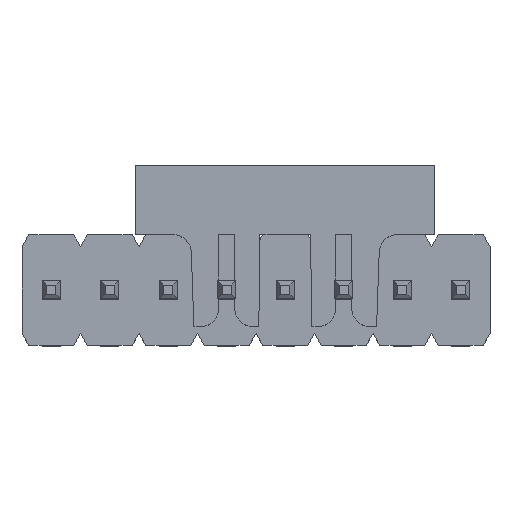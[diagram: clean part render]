
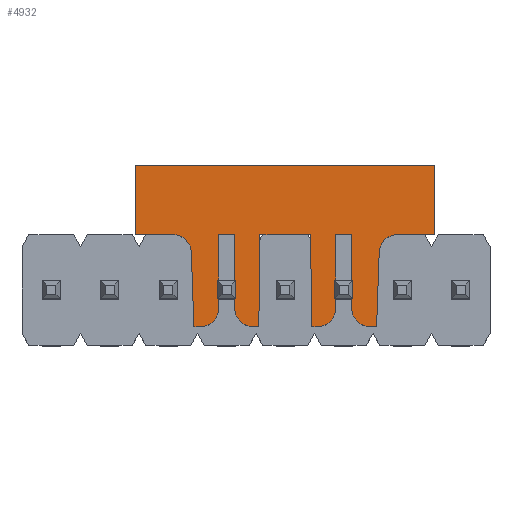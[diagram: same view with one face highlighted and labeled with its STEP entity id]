
A CAD part, top view. The second image highlights one B-rep face of the part: STEP entity #4932.
In plain terms, the highlighted planar face has unit normal (0, 0, 1).
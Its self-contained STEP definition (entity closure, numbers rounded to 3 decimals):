
#4711=CARTESIAN_POINT('',(0.635,2.45,3.25));
#4712=DIRECTION('',(1.,0.,0.));
#4713=DIRECTION('',(0.,0.,1.));
#4714=AXIS2_PLACEMENT_3D('',#4711,#4713,#4712);
#4715=PLANE('',#4714);
#4716=CARTESIAN_POINT('',(-1.21,-0.8,3.25));
#4717=VERTEX_POINT('',#4716);
#4718=CARTESIAN_POINT('',(-0.81,-0.4,3.25));
#4719=VERTEX_POINT('',#4718);
#4720=CARTESIAN_POINT('',(-1.21,-0.4,3.25));
#4721=DIRECTION('',(0.,-1.,0.));
#4722=DIRECTION('',(0.,0.,1.));
#4723=AXIS2_PLACEMENT_3D('',#4720,#4722,#4721);
#4724=CIRCLE('',#4723,0.4);
#4725=EDGE_CURVE('',#4717,#4719,#4724,.T.);
#4726=ORIENTED_EDGE('',*,*,#4725,.T.);
#4727=CARTESIAN_POINT('',(-0.81,1.2,3.25));
#4728=VERTEX_POINT('',#4727);
#4729=CARTESIAN_POINT('',(-0.81,-0.4,3.25));
#4730=DIRECTION('',(0.,1.,0.));
#4731=VECTOR('',#4730,1.6);
#4732=LINE('',#4729,#4731);
#4733=EDGE_CURVE('',#4719,#4728,#4732,.T.);
#4734=ORIENTED_EDGE('',*,*,#4733,.T.);
#4735=CARTESIAN_POINT('',(-0.46,1.2,3.25));
#4736=VERTEX_POINT('',#4735);
#4737=CARTESIAN_POINT('',(-0.81,1.2,3.25));
#4738=DIRECTION('',(1.,0.,0.));
#4739=VECTOR('',#4738,0.35);
#4740=LINE('',#4737,#4739);
#4741=EDGE_CURVE('',#4728,#4736,#4740,.T.);
#4742=ORIENTED_EDGE('',*,*,#4741,.T.);
#4743=CARTESIAN_POINT('',(-0.46,-0.4,3.25));
#4744=VERTEX_POINT('',#4743);
#4745=CARTESIAN_POINT('',(-0.46,1.2,3.25));
#4746=DIRECTION('',(0.,-1.,0.));
#4747=VECTOR('',#4746,1.6);
#4748=LINE('',#4745,#4747);
#4749=EDGE_CURVE('',#4736,#4744,#4748,.T.);
#4750=ORIENTED_EDGE('',*,*,#4749,.T.);
#4751=CARTESIAN_POINT('',(-0.06,-0.8,3.25));
#4752=VERTEX_POINT('',#4751);
#4753=CARTESIAN_POINT('',(-0.06,-0.4,3.25));
#4754=DIRECTION('',(-1.,0.,0.));
#4755=DIRECTION('',(0.,0.,1.));
#4756=AXIS2_PLACEMENT_3D('',#4753,#4755,#4754);
#4757=CIRCLE('',#4756,0.4);
#4758=EDGE_CURVE('',#4744,#4752,#4757,.T.);
#4759=ORIENTED_EDGE('',*,*,#4758,.T.);
#4760=CARTESIAN_POINT('',(0.061,-0.8,3.25));
#4761=VERTEX_POINT('',#4760);
#4762=CARTESIAN_POINT('',(-0.06,-0.8,3.25));
#4763=DIRECTION('',(1.,0.,0.));
#4764=VECTOR('',#4763,0.121);
#4765=LINE('',#4762,#4764);
#4766=EDGE_CURVE('',#4752,#4761,#4765,.T.);
#4767=ORIENTED_EDGE('',*,*,#4766,.T.);
#4768=CARTESIAN_POINT('',(0.085,1.2,3.25));
#4769=VERTEX_POINT('',#4768);
#4770=CARTESIAN_POINT('',(0.061,-0.8,3.25));
#4771=DIRECTION('',(0.012,1.,0.));
#4772=VECTOR('',#4771,2.);
#4773=LINE('',#4770,#4772);
#4774=EDGE_CURVE('',#4761,#4769,#4773,.T.);
#4775=ORIENTED_EDGE('',*,*,#4774,.T.);
#4776=CARTESIAN_POINT('',(1.185,1.2,3.25));
#4777=VERTEX_POINT('',#4776);
#4778=CARTESIAN_POINT('',(0.085,1.2,3.25));
#4779=DIRECTION('',(1.,0.,0.));
#4780=VECTOR('',#4779,1.1);
#4781=LINE('',#4778,#4780);
#4782=EDGE_CURVE('',#4769,#4777,#4781,.T.);
#4783=ORIENTED_EDGE('',*,*,#4782,.T.);
#4784=CARTESIAN_POINT('',(1.209,-0.8,3.25));
#4785=VERTEX_POINT('',#4784);
#4786=CARTESIAN_POINT('',(1.185,1.2,3.25));
#4787=DIRECTION('',(0.012,-1.,0.));
#4788=VECTOR('',#4787,2.);
#4789=LINE('',#4786,#4788);
#4790=EDGE_CURVE('',#4777,#4785,#4789,.T.);
#4791=ORIENTED_EDGE('',*,*,#4790,.T.);
#4792=CARTESIAN_POINT('',(1.33,-0.8,3.25));
#4793=VERTEX_POINT('',#4792);
#4794=CARTESIAN_POINT('',(1.209,-0.8,3.25));
#4795=DIRECTION('',(1.,0.,0.));
#4796=VECTOR('',#4795,0.121);
#4797=LINE('',#4794,#4796);
#4798=EDGE_CURVE('',#4785,#4793,#4797,.T.);
#4799=ORIENTED_EDGE('',*,*,#4798,.T.);
#4800=CARTESIAN_POINT('',(1.73,-0.4,3.25));
#4801=VERTEX_POINT('',#4800);
#4802=CARTESIAN_POINT('',(1.33,-0.4,3.25));
#4803=DIRECTION('',(0.,-1.,0.));
#4804=DIRECTION('',(0.,0.,1.));
#4805=AXIS2_PLACEMENT_3D('',#4802,#4804,#4803);
#4806=CIRCLE('',#4805,0.4);
#4807=EDGE_CURVE('',#4793,#4801,#4806,.T.);
#4808=ORIENTED_EDGE('',*,*,#4807,.T.);
#4809=CARTESIAN_POINT('',(1.73,1.2,3.25));
#4810=VERTEX_POINT('',#4809);
#4811=CARTESIAN_POINT('',(1.73,-0.4,3.25));
#4812=DIRECTION('',(0.,1.,0.));
#4813=VECTOR('',#4812,1.6);
#4814=LINE('',#4811,#4813);
#4815=EDGE_CURVE('',#4801,#4810,#4814,.T.);
#4816=ORIENTED_EDGE('',*,*,#4815,.T.);
#4817=CARTESIAN_POINT('',(2.08,1.2,3.25));
#4818=VERTEX_POINT('',#4817);
#4819=CARTESIAN_POINT('',(1.73,1.2,3.25));
#4820=DIRECTION('',(1.,0.,0.));
#4821=VECTOR('',#4820,0.35);
#4822=LINE('',#4819,#4821);
#4823=EDGE_CURVE('',#4810,#4818,#4822,.T.);
#4824=ORIENTED_EDGE('',*,*,#4823,.T.);
#4825=CARTESIAN_POINT('',(2.08,-0.4,3.25));
#4826=VERTEX_POINT('',#4825);
#4827=CARTESIAN_POINT('',(2.08,1.2,3.25));
#4828=DIRECTION('',(0.,-1.,0.));
#4829=VECTOR('',#4828,1.6);
#4830=LINE('',#4827,#4829);
#4831=EDGE_CURVE('',#4818,#4826,#4830,.T.);
#4832=ORIENTED_EDGE('',*,*,#4831,.T.);
#4833=CARTESIAN_POINT('',(2.48,-0.8,3.25));
#4834=VERTEX_POINT('',#4833);
#4835=CARTESIAN_POINT('',(2.48,-0.4,3.25));
#4836=DIRECTION('',(-1.,0.,0.));
#4837=DIRECTION('',(0.,0.,1.));
#4838=AXIS2_PLACEMENT_3D('',#4835,#4837,#4836);
#4839=CIRCLE('',#4838,0.4);
#4840=EDGE_CURVE('',#4826,#4834,#4839,.T.);
#4841=ORIENTED_EDGE('',*,*,#4840,.T.);
#4842=CARTESIAN_POINT('',(2.618,-0.8,3.25));
#4843=VERTEX_POINT('',#4842);
#4844=CARTESIAN_POINT('',(2.48,-0.8,3.25));
#4845=DIRECTION('',(1.,0.,0.));
#4846=VECTOR('',#4845,0.138);
#4847=LINE('',#4844,#4846);
#4848=EDGE_CURVE('',#4834,#4843,#4847,.T.);
#4849=ORIENTED_EDGE('',*,*,#4848,.T.);
#4850=CARTESIAN_POINT('',(2.674,0.814,3.25));
#4851=VERTEX_POINT('',#4850);
#4852=CARTESIAN_POINT('',(2.618,-0.8,3.25));
#4853=DIRECTION('',(0.035,0.999,0.));
#4854=VECTOR('',#4853,1.615);
#4855=LINE('',#4852,#4854);
#4856=EDGE_CURVE('',#4843,#4851,#4855,.T.);
#4857=ORIENTED_EDGE('',*,*,#4856,.T.);
#4858=CARTESIAN_POINT('',(3.074,1.2,3.25));
#4859=VERTEX_POINT('',#4858);
#4860=CARTESIAN_POINT('',(3.074,0.8,3.25));
#4861=DIRECTION('',(-0.999,0.035,0.));
#4862=DIRECTION('',(0.,0.,-1.));
#4863=AXIS2_PLACEMENT_3D('',#4860,#4862,#4861);
#4864=CIRCLE('',#4863,0.4);
#4865=EDGE_CURVE('',#4851,#4859,#4864,.T.);
#4866=ORIENTED_EDGE('',*,*,#4865,.T.);
#4867=CARTESIAN_POINT('',(3.885,1.2,3.25));
#4868=VERTEX_POINT('',#4867);
#4869=CARTESIAN_POINT('',(3.074,1.2,3.25));
#4870=DIRECTION('',(1.,0.,0.));
#4871=VECTOR('',#4870,0.811);
#4872=LINE('',#4869,#4871);
#4873=EDGE_CURVE('',#4859,#4868,#4872,.T.);
#4874=ORIENTED_EDGE('',*,*,#4873,.T.);
#4875=CARTESIAN_POINT('',(3.885,2.7,3.25));
#4876=VERTEX_POINT('',#4875);
#4877=CARTESIAN_POINT('',(3.885,1.2,3.25));
#4878=DIRECTION('',(0.,1.,0.));
#4879=VECTOR('',#4878,1.5);
#4880=LINE('',#4877,#4879);
#4881=EDGE_CURVE('',#4868,#4876,#4880,.T.);
#4882=ORIENTED_EDGE('',*,*,#4881,.T.);
#4883=CARTESIAN_POINT('',(-2.615,2.7,3.25));
#4884=VERTEX_POINT('',#4883);
#4885=CARTESIAN_POINT('',(3.885,2.7,3.25));
#4886=DIRECTION('',(-1.,0.,0.));
#4887=VECTOR('',#4886,6.5);
#4888=LINE('',#4885,#4887);
#4889=EDGE_CURVE('',#4876,#4884,#4888,.T.);
#4890=ORIENTED_EDGE('',*,*,#4889,.T.);
#4891=CARTESIAN_POINT('',(-2.615,1.2,3.25));
#4892=VERTEX_POINT('',#4891);
#4893=CARTESIAN_POINT('',(-2.615,2.7,3.25));
#4894=DIRECTION('',(0.,-1.,0.));
#4895=VECTOR('',#4894,1.5);
#4896=LINE('',#4893,#4895);
#4897=EDGE_CURVE('',#4884,#4892,#4896,.T.);
#4898=ORIENTED_EDGE('',*,*,#4897,.T.);
#4899=CARTESIAN_POINT('',(-1.804,1.2,3.25));
#4900=VERTEX_POINT('',#4899);
#4901=CARTESIAN_POINT('',(-2.615,1.2,3.25));
#4902=DIRECTION('',(1.,0.,0.));
#4903=VECTOR('',#4902,0.811);
#4904=LINE('',#4901,#4903);
#4905=EDGE_CURVE('',#4892,#4900,#4904,.T.);
#4906=ORIENTED_EDGE('',*,*,#4905,.T.);
#4907=CARTESIAN_POINT('',(-1.404,0.814,3.25));
#4908=VERTEX_POINT('',#4907);
#4909=CARTESIAN_POINT('',(-1.804,0.8,3.25));
#4910=DIRECTION('',(0.,1.,0.));
#4911=DIRECTION('',(0.,0.,-1.));
#4912=AXIS2_PLACEMENT_3D('',#4909,#4911,#4910);
#4913=CIRCLE('',#4912,0.4);
#4914=EDGE_CURVE('',#4900,#4908,#4913,.T.);
#4915=ORIENTED_EDGE('',*,*,#4914,.T.);
#4916=CARTESIAN_POINT('',(-1.348,-0.8,3.25));
#4917=VERTEX_POINT('',#4916);
#4918=CARTESIAN_POINT('',(-1.404,0.814,3.25));
#4919=DIRECTION('',(0.035,-0.999,0.));
#4920=VECTOR('',#4919,1.615);
#4921=LINE('',#4918,#4920);
#4922=EDGE_CURVE('',#4908,#4917,#4921,.T.);
#4923=ORIENTED_EDGE('',*,*,#4922,.T.);
#4924=CARTESIAN_POINT('',(-1.348,-0.8,3.25));
#4925=DIRECTION('',(1.,0.,0.));
#4926=VECTOR('',#4925,0.138);
#4927=LINE('',#4924,#4926);
#4928=EDGE_CURVE('',#4917,#4717,#4927,.T.);
#4929=ORIENTED_EDGE('',*,*,#4928,.T.);
#4930=EDGE_LOOP('',(#4726,#4734,#4742,#4750,#4759,#4767,#4775,#4783,#4791,#4799,#4808,#4816,#4824,#4832,#4841,#4849,#4857,#4866,#4874,#4882,#4890,#4898,#4906,#4915,#4923,#4929));
#4931=FACE_OUTER_BOUND('',#4930,.T.);
#4932=ADVANCED_FACE('',(#4931),#4715,.T.);
